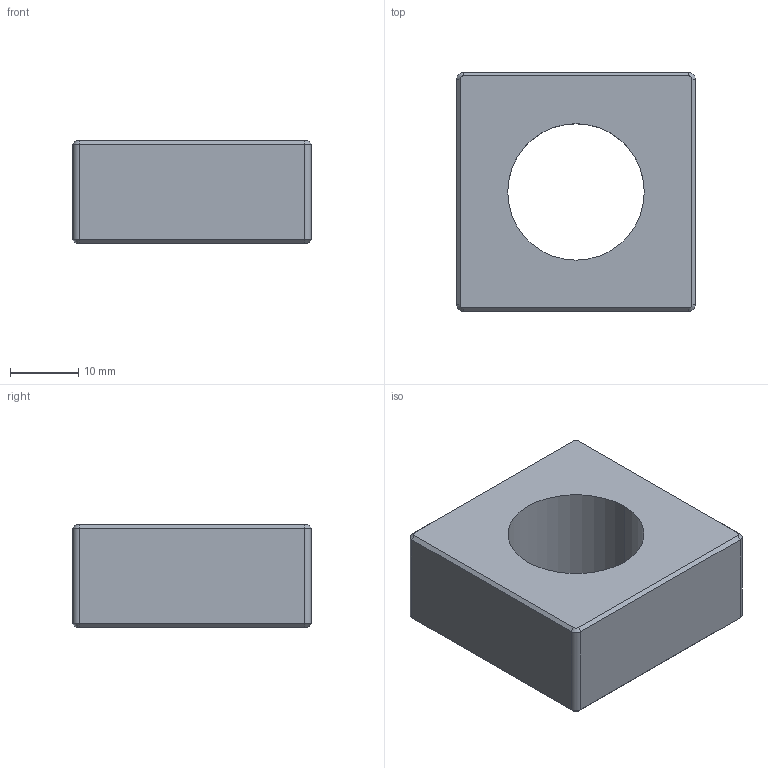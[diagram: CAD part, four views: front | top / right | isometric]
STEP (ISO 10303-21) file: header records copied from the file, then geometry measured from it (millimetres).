
FILE_DESCRIPTION (( 'STEP AP203' ), '1' );
FILE_NAME ('Tools_默认_sldprt.STEP', '2025-11-13T14:26:36', ( '' ), ( '' ), 'SwSTEP 2.0', 'SolidWorks 2020', '' );
FILE_SCHEMA (( 'CONFIG_CONTROL_DESIGN' ));
Length unit declared in the file: millimetre
Products named in the file (1): Tools_默认_sldprt
Bounding box: 35 x 35 x 15 mm (x, y, z)
Volume: 13615.4 mm3; surface area: 4755 mm2
Topology: 1 solids, 1 shells, 28 faces, 62 edges, 36 vertices
Faces by surface type: plane 14, cone 8, cylinder 6
Entity records: 839 total; most frequent: DIRECTION 140, CARTESIAN_POINT 127, ORIENTED_EDGE 124, EDGE_CURVE 62, AXIS2_PLACEMENT_3D 49, VECTOR 42, LINE 42, VERTEX_POINT 36
